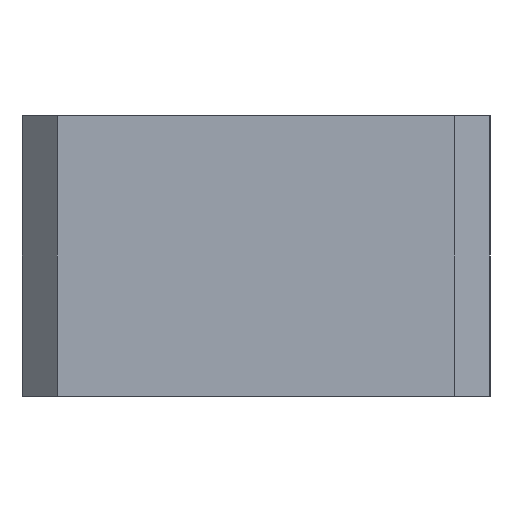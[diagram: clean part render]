
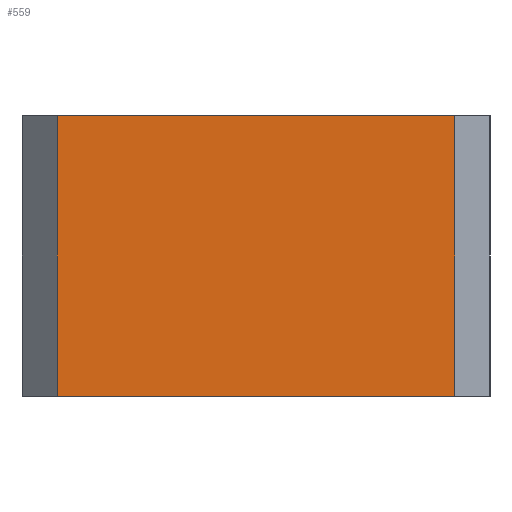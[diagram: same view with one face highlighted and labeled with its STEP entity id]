
A CAD part, left-side view. The second image highlights one B-rep face of the part: STEP entity #559.
In plain terms, the highlighted planar face has unit normal (-1, 0, 0).
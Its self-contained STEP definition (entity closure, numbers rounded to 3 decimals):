
#6 = DIRECTION ( 'NONE',  ( 0., -1., 0. ) ) ;
#10 = CARTESIAN_POINT ( 'NONE',  ( -40., -10., 12. ) ) ;
#31 = VERTEX_POINT ( 'NONE', #706 ) ;
#36 = VECTOR ( 'NONE', #6, 1000. ) ;
#71 = EDGE_CURVE ( 'NONE', #705, #137, #501, .T. ) ;
#125 = EDGE_CURVE ( 'NONE', #31, #794, #221, .T. ) ;
#129 = VECTOR ( 'NONE', #786, 1000. ) ;
#137 = VERTEX_POINT ( 'NONE', #762 ) ;
#152 = DIRECTION ( 'NONE',  ( 0., -1., 0. ) ) ;
#171 = CARTESIAN_POINT ( 'NONE',  ( -40., 8.5, 12. ) ) ;
#175 = VECTOR ( 'NONE', #473, 1000. ) ;
#212 = CARTESIAN_POINT ( 'NONE',  ( -40., -10., 0. ) ) ;
#221 = LINE ( 'NONE', #212, #327 ) ;
#226 = CARTESIAN_POINT ( 'NONE',  ( -40., -8.5, 12. ) ) ;
#227 = CARTESIAN_POINT ( 'NONE',  ( -40., -10., 12. ) ) ;
#231 = CARTESIAN_POINT ( 'NONE',  ( -40., 8.5, 12. ) ) ;
#240 = ORIENTED_EDGE ( 'NONE', *, *, #669, .T. ) ;
#322 = CARTESIAN_POINT ( 'NONE',  ( -40., -8.5, 0. ) ) ;
#327 = VECTOR ( 'NONE', #152, 1000. ) ;
#445 = EDGE_CURVE ( 'NONE', #705, #31, #822, .T. ) ;
#467 = ORIENTED_EDGE ( 'NONE', *, *, #125, .T. ) ;
#473 = DIRECTION ( 'NONE',  ( 0., 0., -1. ) ) ;
#501 = LINE ( 'NONE', #10, #36 ) ;
#559 = ADVANCED_FACE ( 'NONE', ( #821 ), #752, .F. ) ;
#596 = AXIS2_PLACEMENT_3D ( 'NONE', #227, #761, #613 ) ;
#603 = ORIENTED_EDGE ( 'NONE', *, *, #445, .T. ) ;
#613 = DIRECTION ( 'NONE',  ( 0., 0., -1. ) ) ;
#619 = EDGE_LOOP ( 'NONE', ( #467, #240, #635, #603 ) ) ;
#635 = ORIENTED_EDGE ( 'NONE', *, *, #71, .F. ) ;
#653 = LINE ( 'NONE', #226, #129 ) ;
#669 = EDGE_CURVE ( 'NONE', #794, #137, #653, .T. ) ;
#705 = VERTEX_POINT ( 'NONE', #171 ) ;
#706 = CARTESIAN_POINT ( 'NONE',  ( -40., 8.5, 0. ) ) ;
#752 = PLANE ( 'NONE',  #596 ) ;
#761 = DIRECTION ( 'NONE',  ( 1., 0., 0. ) ) ;
#762 = CARTESIAN_POINT ( 'NONE',  ( -40., -8.5, 12. ) ) ;
#786 = DIRECTION ( 'NONE',  ( 0., 0., 1. ) ) ;
#794 = VERTEX_POINT ( 'NONE', #322 ) ;
#821 = FACE_OUTER_BOUND ( 'NONE', #619, .T. ) ;
#822 = LINE ( 'NONE', #231, #175 ) ;
